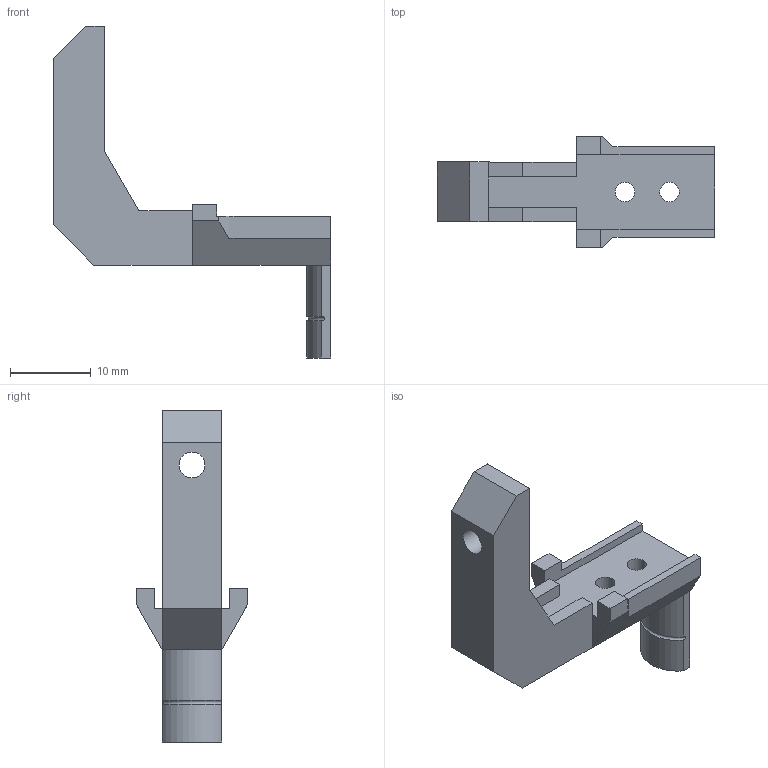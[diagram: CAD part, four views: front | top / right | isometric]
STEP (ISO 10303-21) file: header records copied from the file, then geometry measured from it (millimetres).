
FILE_DESCRIPTION(/* description */ ('STEP AP242','CAx-IF Rec.Pracs.---Representation and Presentation of Product Manufacturing Information (PMI)---4.0---2014-10-13','CAx-IF Rec.Pracs.---3D Tessellated Geometry---0.4---2014-09-14','2;1'),/* implementation_level */ '2;1');
FILE_NAME(/* name */ '633f285219526f37e65d5e2b',/* time_stamp */ '2022-10-06T19:11:14+00:00',/* author */ (''),/* organization */ (''),/* preprocessor_version */ 'ST-DEVELOPER v18.102',/* originating_system */ ' ',/* authorisation */ ' ');
FILE_SCHEMA (('AP242_MANAGED_MODEL_BASED_3D_ENGINEERING_MIM_LF { 1 0 10303 442 1 1 4 }'));
Length unit declared in the file: metre
Products named in the file (1): Impact Grip
Bounding box: 34.35 x 13.7 x 41.09 mm (x, y, z)
Volume: 2707.8 mm3; surface area: 2263.9 mm2
Topology: 1 solids, 1 shells, 47 faces, 130 edges, 85 vertices
Faces by surface type: plane 41, cylinder 5, torus 1
Full cylindrical faces by diameter (mm): 2.4 x2, 3.2 x1
Entity records: 1478 total; most frequent: CARTESIAN_POINT 270, ORIENTED_EDGE 248, DIRECTION 228, EDGE_CURVE 124, LINE 112, VECTOR 112, VERTEX_POINT 82, AXIS2_PLACEMENT_3D 58
